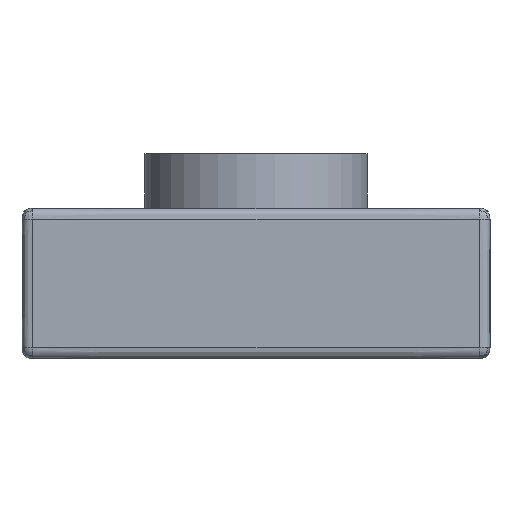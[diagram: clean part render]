
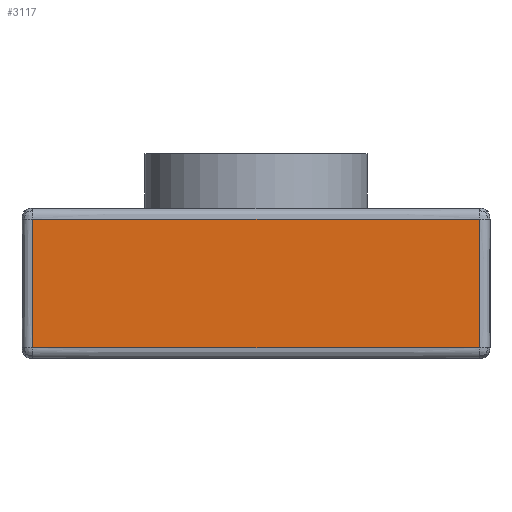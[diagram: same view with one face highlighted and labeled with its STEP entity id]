
A CAD part, left-side view. The second image highlights one B-rep face of the part: STEP entity #3117.
In plain terms, the highlighted planar face has unit normal (-1, 0, 0).
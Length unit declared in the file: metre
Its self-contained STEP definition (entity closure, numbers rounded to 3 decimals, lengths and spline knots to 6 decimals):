
#232=B_SPLINE_CURVE_WITH_KNOTS('',3,(#4627,#4628,#4629,#4630),
 .UNSPECIFIED.,.F.,.F.,(4,4),(0.,1.),.UNSPECIFIED.);
#233=B_SPLINE_CURVE_WITH_KNOTS('',3,(#4633,#4634,#4635,#4636),
 .UNSPECIFIED.,.F.,.F.,(4,4),(0.,1.),.UNSPECIFIED.);
#234=B_SPLINE_CURVE_WITH_KNOTS('',3,(#4638,#4639,#4640,#4641),
 .UNSPECIFIED.,.F.,.F.,(4,4),(0.,1.),.UNSPECIFIED.);
#235=B_SPLINE_CURVE_WITH_KNOTS('',3,(#4643,#4644,#4645,#4646),
 .UNSPECIFIED.,.F.,.F.,(4,4),(0.,1.),.UNSPECIFIED.);
#420=PLANE('',#3463);
#528=ORIENTED_EDGE('',*,*,#1342,.T.);
#529=ORIENTED_EDGE('',*,*,#1343,.T.);
#530=ORIENTED_EDGE('',*,*,#1344,.T.);
#531=ORIENTED_EDGE('',*,*,#1345,.T.);
#1342=EDGE_CURVE('',#1749,#1750,#232,.T.);
#1343=EDGE_CURVE('',#1750,#1751,#233,.T.);
#1344=EDGE_CURVE('',#1751,#1752,#234,.T.);
#1345=EDGE_CURVE('',#1752,#1749,#235,.T.);
#1749=VERTEX_POINT('',#4631);
#1750=VERTEX_POINT('',#4632);
#1751=VERTEX_POINT('',#4637);
#1752=VERTEX_POINT('',#4642);
#2247=EDGE_LOOP('',(#528,#529,#530,#531));
#2677=FACE_BOUND('',#2247,.T.);
#3117=ADVANCED_FACE('',(#2677),#420,.T.);
#3463=AXIS2_PLACEMENT_3D('',#4626,#3933,#3934);
#3933=DIRECTION('',(-1.,0.,0.));
#3934=DIRECTION('',(0.,0.,1.));
#4626=CARTESIAN_POINT('',(0.6,-0.07275,0.03));
#4627=CARTESIAN_POINT('',(0.6,-0.1054,0.0016));
#4628=CARTESIAN_POINT('',(0.6,-0.1054,0.007867));
#4629=CARTESIAN_POINT('',(0.6,-0.1054,0.014133));
#4630=CARTESIAN_POINT('',(0.6,-0.1054,0.0204));
#4631=CARTESIAN_POINT('',(0.6,-0.1054,0.0016));
#4632=CARTESIAN_POINT('',(0.6,-0.1054,0.0204));
#4633=CARTESIAN_POINT('',(0.6,-0.1054,0.0204));
#4634=CARTESIAN_POINT('',(0.6,-0.083633,0.0204));
#4635=CARTESIAN_POINT('',(0.6,-0.061867,0.0204));
#4636=CARTESIAN_POINT('',(0.6,-0.0401,0.0204));
#4637=CARTESIAN_POINT('',(0.6,-0.0401,0.0204));
#4638=CARTESIAN_POINT('',(0.6,-0.0401,0.0204));
#4639=CARTESIAN_POINT('',(0.6,-0.0401,0.014133));
#4640=CARTESIAN_POINT('',(0.6,-0.0401,0.007867));
#4641=CARTESIAN_POINT('',(0.6,-0.0401,0.0016));
#4642=CARTESIAN_POINT('',(0.6,-0.0401,0.0016));
#4643=CARTESIAN_POINT('',(0.6,-0.0401,0.0016));
#4644=CARTESIAN_POINT('',(0.6,-0.061867,0.0016));
#4645=CARTESIAN_POINT('',(0.6,-0.083633,0.0016));
#4646=CARTESIAN_POINT('',(0.6,-0.1054,0.0016));
